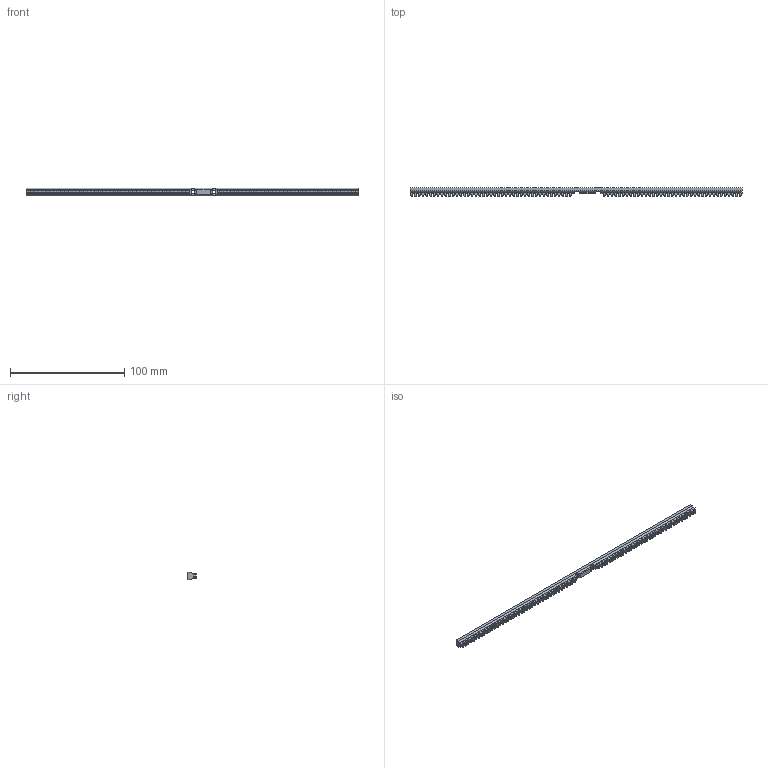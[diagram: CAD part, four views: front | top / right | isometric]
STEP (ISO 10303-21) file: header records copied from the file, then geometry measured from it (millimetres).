
FILE_DESCRIPTION(/* description */ (''),/* implementation_level */ '2;1');
FILE_NAME(/* name */ 'Collection_Tube_change v6 Long Pusher.step',/* time_stamp */ '2024-09-23T16:33:22-07:00',/* author */ (''),/* organization */ (''),/* preprocessor_version */ 'ST-DEVELOPER v20',/* originating_system */ 'Autodesk Translation Framework v13.20.0.188',/* authorisation */ '');
FILE_SCHEMA (('AUTOMOTIVE_DESIGN { 1 0 10303 214 3 1 1 }'));
Length unit declared in the file: millimetre
Products named in the file (3): Collection_Tube_change; Pusher, 300mm Long v1; Component6
Assembly tree (2 placements, depth 3):
  Collection_Tube_change
    Pusher, 300mm Long v1
      Component6
Bounding box: 290.2 x 7.2 x 6.35 mm (x, y, z)
Volume: 8875.4 mm3; surface area: 7761.4 mm2
Topology: 1 solids, 1 shells, 662 faces, 1980 edges, 1320 vertices
Faces by surface type: plane 338, cylinder 324
Full cylindrical faces by diameter (mm): 3.3 x2, 6 x2
Entity records: 22548 total; most frequent: DIRECTION 3970, CARTESIAN_POINT 3967, ORIENTED_EDGE 3960, EDGE_CURVE 1980, LINE 1324, VECTOR 1324, AXIS2_PLACEMENT_3D 1323, VERTEX_POINT 1320
